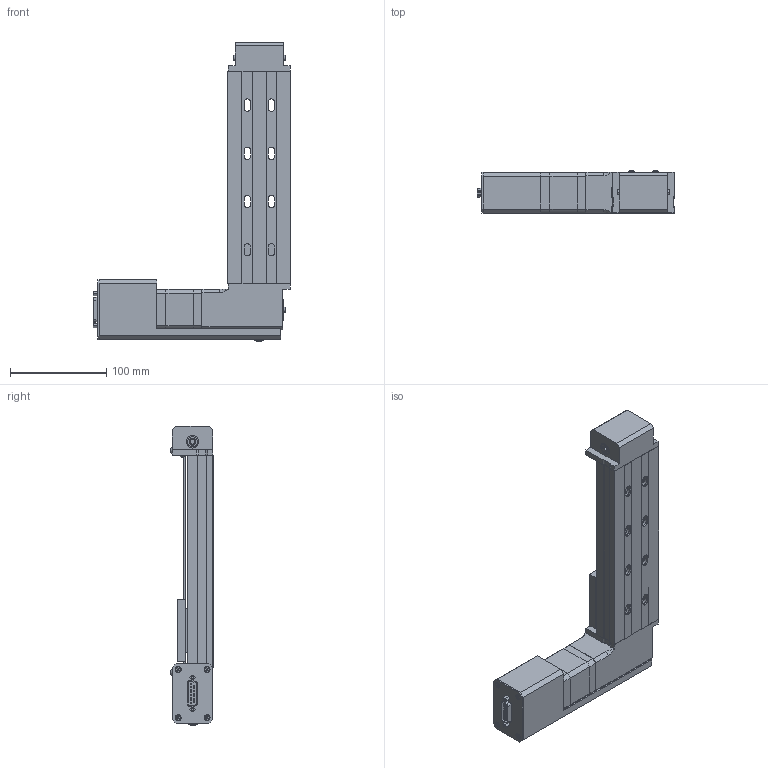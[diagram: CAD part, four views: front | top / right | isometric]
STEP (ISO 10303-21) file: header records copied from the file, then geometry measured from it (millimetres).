
FILE_DESCRIPTION (( 'STEP AP203' ), '1' );
FILE_NAME ('BLQ0145-E01T3A.step', '2023-05-18T00:12:17', ( '' ), ( '' ), 'SwSTEP 2.0', 'SolidWorks 2019', '' );
FILE_SCHEMA (( 'CONFIG_CONTROL_DESIGN' ));
Length unit declared in the file: millimetre
Products named in the file (4): BLQ0145-E01T3A; NMS17_motor^BLQ_BLQ-E01T3A; BLQ_carriage^BLQ_Standard; BLQ_base^BLQ_BLQ0145
Assembly tree (3 placements, depth 2):
  BLQ0145-E01T3A
    BLQ_base^BLQ_BLQ0145
    BLQ_carriage^BLQ_Standard
    NMS17_motor^BLQ_BLQ-E01T3A
Bounding box: 204.61 x 44.15 x 310.2 mm (x, y, z)
Volume: 745297.4 mm3; surface area: 185100.2 mm2
Topology: 29 solids, 29 shells, 843 faces, 2148 edges, 1404 vertices
Faces by surface type: plane 443, cylinder 348, cone 26, torus 16, sphere 10
Entity records: 26108 total; most frequent: CARTESIAN_POINT 4599, DIRECTION 4594, ORIENTED_EDGE 4248, EDGE_CURVE 2124, AXIS2_PLACEMENT_3D 1671, VERTEX_POINT 1396, VECTOR 1252, LINE 1252
